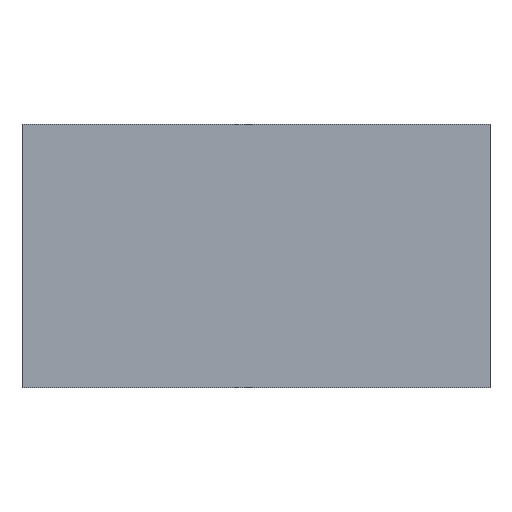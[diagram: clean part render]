
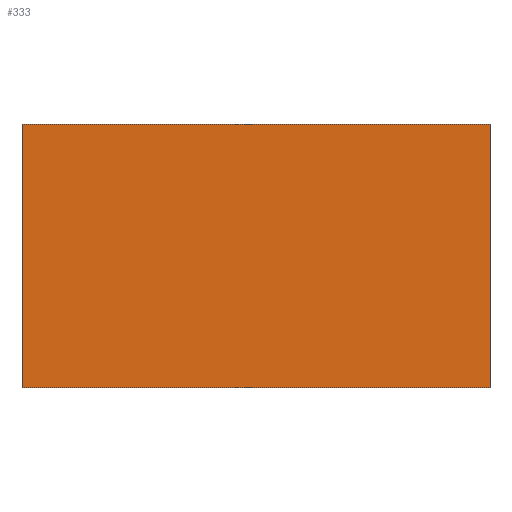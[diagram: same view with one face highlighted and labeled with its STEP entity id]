
A CAD part, front view. The second image highlights one B-rep face of the part: STEP entity #333.
In plain terms, the highlighted planar face has unit normal (0, -1, 0).
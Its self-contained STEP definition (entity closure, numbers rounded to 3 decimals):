
#39 = DIRECTION ( 'NONE',  ( 0., 1., 0. ) ) ;
#49 = EDGE_CURVE ( 'NONE', #690, #593, #157, .T. ) ;
#61 = LINE ( 'NONE', #365, #561 ) ;
#64 = CARTESIAN_POINT ( 'NONE',  ( -13.5, 0., -7.6 ) ) ;
#151 = EDGE_CURVE ( 'NONE', #459, #690, #526, .T. ) ;
#157 = LINE ( 'NONE', #304, #575 ) ;
#206 = FACE_OUTER_BOUND ( 'NONE', #1077, .T. ) ;
#270 = CARTESIAN_POINT ( 'NONE',  ( 13.5, 0., -7.6 ) ) ;
#274 = LINE ( 'NONE', #550, #570 ) ;
#304 = CARTESIAN_POINT ( 'NONE',  ( 13.5, 0., -7.6 ) ) ;
#333 = ADVANCED_FACE ( 'NONE', ( #206 ), #1267, .F. ) ;
#365 = CARTESIAN_POINT ( 'NONE',  ( -13.5, 0., -7.6 ) ) ;
#459 = VERTEX_POINT ( 'NONE', #980 ) ;
#511 = ORIENTED_EDGE ( 'NONE', *, *, #1465, .F. ) ;
#526 = LINE ( 'NONE', #1276, #1098 ) ;
#542 = DIRECTION ( 'NONE',  ( 0., 0., -1. ) ) ;
#550 = CARTESIAN_POINT ( 'NONE',  ( -13.5, 0., -7.6 ) ) ;
#561 = VECTOR ( 'NONE', #808, 1000. ) ;
#570 = VECTOR ( 'NONE', #653, 1000. ) ;
#575 = VECTOR ( 'NONE', #542, 1000. ) ;
#593 = VERTEX_POINT ( 'NONE', #270 ) ;
#600 = CARTESIAN_POINT ( 'NONE',  ( 0., 0., 0. ) ) ;
#618 = CARTESIAN_POINT ( 'NONE',  ( 13.5, 0., 7.6 ) ) ;
#642 = ORIENTED_EDGE ( 'NONE', *, *, #49, .F. ) ;
#653 = DIRECTION ( 'NONE',  ( 0., 0., 1. ) ) ;
#690 = VERTEX_POINT ( 'NONE', #618 ) ;
#695 = ORIENTED_EDGE ( 'NONE', *, *, #151, .F. ) ;
#710 = DIRECTION ( 'NONE',  ( 1., 0., 0. ) ) ;
#737 = ORIENTED_EDGE ( 'NONE', *, *, #991, .F. ) ;
#808 = DIRECTION ( 'NONE',  ( -1., 0., 0. ) ) ;
#948 = AXIS2_PLACEMENT_3D ( 'NONE', #600, #39, #1409 ) ;
#980 = CARTESIAN_POINT ( 'NONE',  ( -13.5, 0., 7.6 ) ) ;
#991 = EDGE_CURVE ( 'NONE', #1440, #459, #274, .T. ) ;
#1077 = EDGE_LOOP ( 'NONE', ( #642, #695, #737, #511 ) ) ;
#1098 = VECTOR ( 'NONE', #710, 1000. ) ;
#1267 = PLANE ( 'NONE',  #948 ) ;
#1276 = CARTESIAN_POINT ( 'NONE',  ( -13.5, 0., 7.6 ) ) ;
#1409 = DIRECTION ( 'NONE',  ( 0., 0., 1. ) ) ;
#1440 = VERTEX_POINT ( 'NONE', #64 ) ;
#1465 = EDGE_CURVE ( 'NONE', #593, #1440, #61, .T. ) ;
